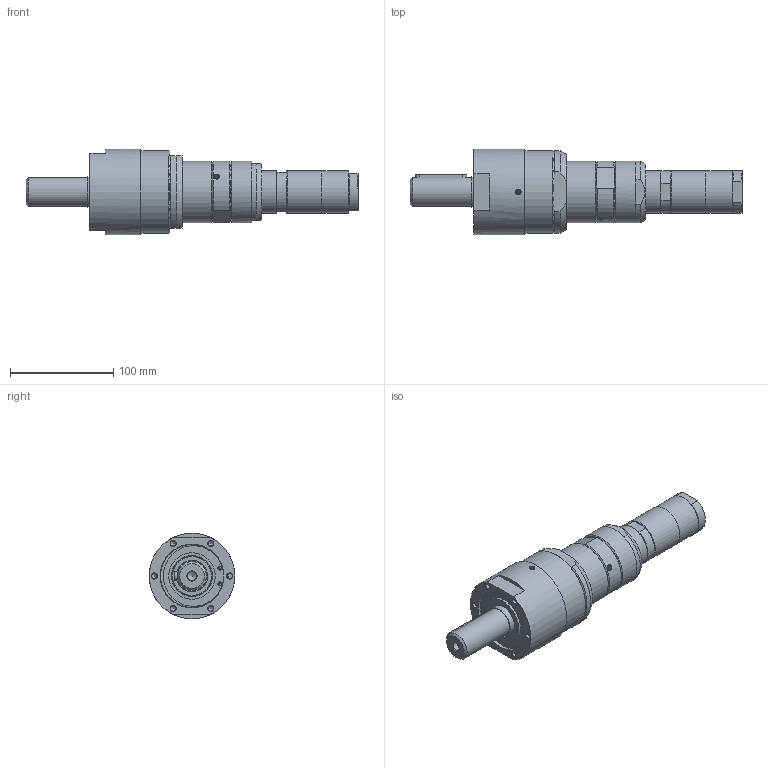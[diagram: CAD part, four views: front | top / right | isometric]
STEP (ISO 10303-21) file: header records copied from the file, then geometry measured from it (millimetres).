
FILE_DESCRIPTION(/* description */ (''),/* implementation_level */ '2;1');
FILE_NAME(/* name */ 'MRD 38-20_60008855.stp',/* time_stamp */ '2018-06-07T15:00:35+02:00',/* author */ ('FLambert'),/* organization */ (''),/* preprocessor_version */ 'ST-DEVELOPER v17',/* originating_system */ 'Autodesk Inventor 2018',/* authorisation */ '');
FILE_SCHEMA (('AUTOMOTIVE_DESIGN { 1 0 10303 214 3 1 1 }'));
Length unit declared in the file: millimetre
Products named in the file (1): MRD 38-20_60008855
Bounding box: 322 x 83 x 83 mm (x, y, z)
Volume: 820220.3 mm3; surface area: 80619.1 mm2
Topology: 1 solids, 55 shells, 565 faces, 1299 edges, 874 vertices
Faces by surface type: cylinder 259, plane 239, cone 49, torus 7, bspline 7, sphere 4
Full cylindrical faces by diameter (mm): 1.55 x4, 3.3 x1, 3.6 x2, 4 x4, 4.917 x6, 5 x2, 5.5 x2, 8.376 x1, 11.445 x3, 28 x1, 30 x2, 38 x1, 38.314 x1, 40 x1, 41.5 x3, 42 x1, 45 x1, 60 x2, 61.156 x1, 62 x1, 67 x1, 67.4 x1, 68.178 x1, 68.376 x1, 80 x1, 83 x1
Entity records: 17021 total; most frequent: CARTESIAN_POINT 3235, DIRECTION 3013, ORIENTED_EDGE 2582, EDGE_CURVE 1291, AXIS2_PLACEMENT_3D 1243, VERTEX_POINT 874, CIRCLE 684, EDGE_LOOP 615
